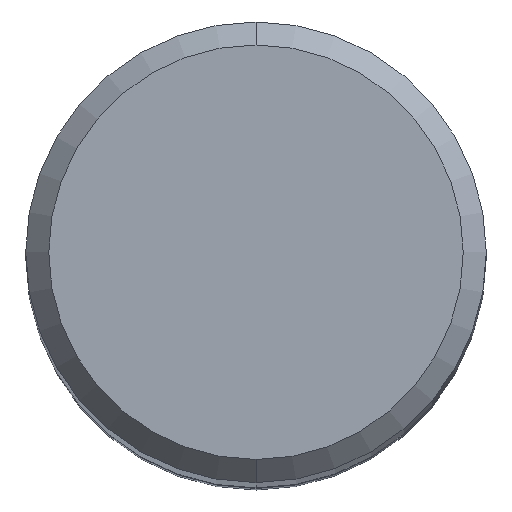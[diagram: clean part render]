
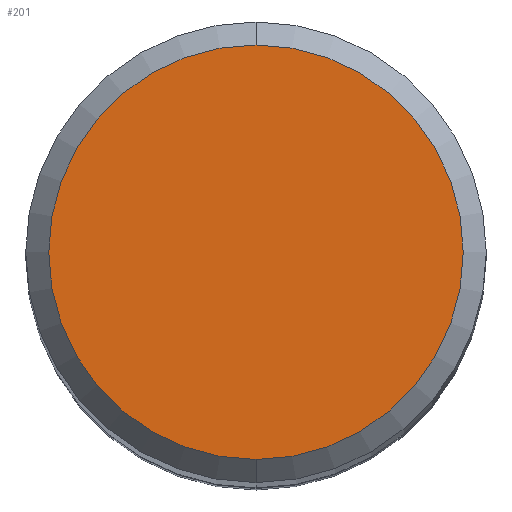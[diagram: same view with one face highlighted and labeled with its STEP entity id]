
A CAD part, top view. The second image highlights one B-rep face of the part: STEP entity #201.
In plain terms, the highlighted planar face has unit normal (0, 0, 1).
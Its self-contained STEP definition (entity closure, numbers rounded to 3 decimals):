
#173=EDGE_CURVE('',#221,#245,#409,.T.);
#201=ADVANCED_FACE('',(#441),#442,.T.);
#221=VERTEX_POINT('',#462);
#245=VERTEX_POINT('',#489);
#331=EDGE_CURVE('',#245,#221,#589,.T.);
#409=CIRCLE('',#672,3.6);
#441=FACE_OUTER_BOUND('',#716,.T.);
#442=PLANE('',#717);
#462=CARTESIAN_POINT('',(0.0,3.6,0.0));
#489=CARTESIAN_POINT('',(0.,-3.6,0.0));
#589=CIRCLE('',#903,3.6);
#672=AXIS2_PLACEMENT_3D('',#992,#993,#994);
#716=EDGE_LOOP('',(#1039,#1040));
#717=AXIS2_PLACEMENT_3D('',#1041,#1042,#1043);
#903=AXIS2_PLACEMENT_3D('',#1226,#1227,#1228);
#992=CARTESIAN_POINT('',(0.0,0.0,0.0));
#993=DIRECTION('',(0.0,0.0,-1.0));
#994=DIRECTION('',(0.0,1.0,0.0));
#1039=ORIENTED_EDGE('',*,*,#173,.F.);
#1040=ORIENTED_EDGE('',*,*,#331,.F.);
#1041=CARTESIAN_POINT('',(0.0,1.8,0.0));
#1042=DIRECTION('',(-0.0,0.0,1.0));
#1043=DIRECTION('',(0.0,-1.0,0.0));
#1226=CARTESIAN_POINT('',(0.0,0.0,0.0));
#1227=DIRECTION('',(0.0,0.0,-1.0));
#1228=DIRECTION('',(0.0,1.0,0.0));
